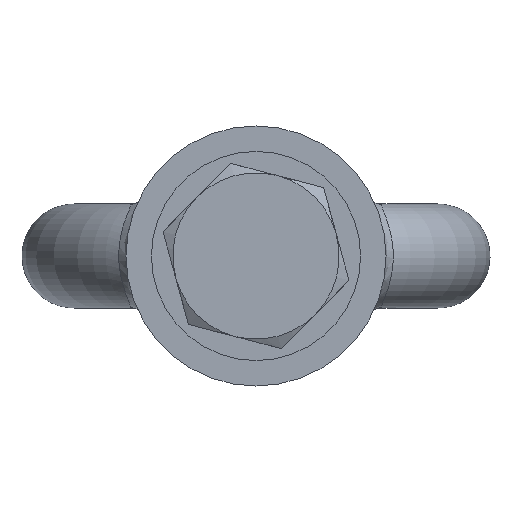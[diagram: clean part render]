
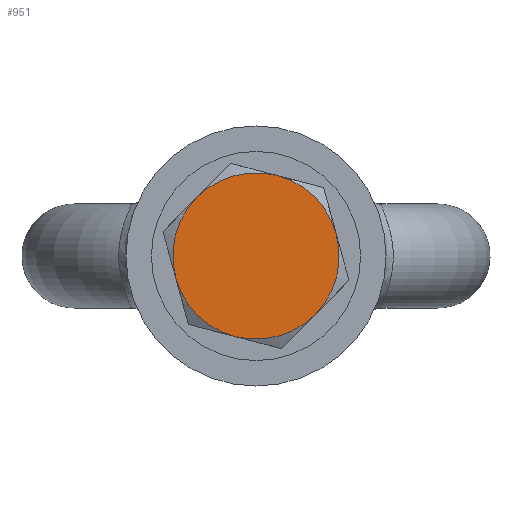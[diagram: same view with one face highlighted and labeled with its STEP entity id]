
A CAD part, left-side view. The second image highlights one B-rep face of the part: STEP entity #951.
In plain terms, the highlighted planar face has unit normal (-1, 0, 0).
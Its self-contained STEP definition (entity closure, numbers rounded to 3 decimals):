
#119=CIRCLE('',#1039,8.);
#120=CIRCLE('',#1041,8.);
#121=CIRCLE('',#1043,8.);
#122=CIRCLE('',#1045,8.);
#123=CIRCLE('',#1047,8.);
#124=CIRCLE('',#1049,8.);
#190=FACE_OUTER_BOUND('',#247,.T.);
#247=EDGE_LOOP('',(#701,#702,#703,#704,#705,#706));
#378=VERTEX_POINT('',#1422);
#380=VERTEX_POINT('',#1427);
#382=VERTEX_POINT('',#1434);
#383=VERTEX_POINT('',#1443);
#386=VERTEX_POINT('',#1454);
#387=VERTEX_POINT('',#1463);
#480=EDGE_CURVE('',#380,#378,#119,.T.);
#484=EDGE_CURVE('',#382,#380,#120,.T.);
#486=EDGE_CURVE('',#378,#383,#121,.T.);
#490=EDGE_CURVE('',#386,#382,#122,.T.);
#492=EDGE_CURVE('',#383,#387,#123,.T.);
#496=EDGE_CURVE('',#387,#386,#124,.T.);
#701=ORIENTED_EDGE('',*,*,#480,.T.);
#702=ORIENTED_EDGE('',*,*,#486,.T.);
#703=ORIENTED_EDGE('',*,*,#492,.T.);
#704=ORIENTED_EDGE('',*,*,#496,.T.);
#705=ORIENTED_EDGE('',*,*,#490,.T.);
#706=ORIENTED_EDGE('',*,*,#484,.T.);
#864=PLANE('',#1059);
#951=ADVANCED_FACE('',(#190),#864,.F.);
#1039=AXIS2_PLACEMENT_3D('',#1428,#1199,#1200);
#1041=AXIS2_PLACEMENT_3D('',#1441,#1203,#1204);
#1043=AXIS2_PLACEMENT_3D('',#1448,#1207,#1208);
#1045=AXIS2_PLACEMENT_3D('',#1461,#1211,#1212);
#1047=AXIS2_PLACEMENT_3D('',#1468,#1215,#1216);
#1049=AXIS2_PLACEMENT_3D('',#1480,#1219,#1220);
#1059=AXIS2_PLACEMENT_3D('',#1510,#1251,#1252);
#1199=DIRECTION('center_axis',(-1.,0.,0.));
#1200=DIRECTION('ref_axis',(0.,0.968,0.253));
#1203=DIRECTION('center_axis',(-1.,0.,0.));
#1204=DIRECTION('ref_axis',(0.,0.968,0.253));
#1207=DIRECTION('center_axis',(-1.,0.,0.));
#1208=DIRECTION('ref_axis',(0.,0.968,0.253));
#1211=DIRECTION('center_axis',(-1.,0.,0.));
#1212=DIRECTION('ref_axis',(0.,0.968,0.253));
#1215=DIRECTION('center_axis',(-1.,0.,0.));
#1216=DIRECTION('ref_axis',(0.,0.968,0.253));
#1219=DIRECTION('center_axis',(-1.,0.,0.));
#1220=DIRECTION('ref_axis',(0.,0.968,0.253));
#1251=DIRECTION('center_axis',(1.,0.,0.));
#1252=DIRECTION('ref_axis',(0.,0.253,-0.968));
#1422=CARTESIAN_POINT('',(-20.9,5.692,5.622));
#1427=CARTESIAN_POINT('',(-20.9,-2.023,7.74));
#1428=CARTESIAN_POINT('Origin',(-20.9,0.,0.));
#1434=CARTESIAN_POINT('',(-20.9,-7.714,2.118));
#1441=CARTESIAN_POINT('Origin',(-20.9,0.,0.));
#1443=CARTESIAN_POINT('',(-20.9,7.714,-2.118));
#1448=CARTESIAN_POINT('Origin',(-20.9,0.,0.));
#1454=CARTESIAN_POINT('',(-20.9,-5.692,-5.622));
#1461=CARTESIAN_POINT('Origin',(-20.9,0.,0.));
#1463=CARTESIAN_POINT('',(-20.9,2.023,-7.74));
#1468=CARTESIAN_POINT('Origin',(-20.9,0.,0.));
#1480=CARTESIAN_POINT('Origin',(-20.9,0.,0.));
#1510=CARTESIAN_POINT('Origin',(-20.9,0.,0.));
